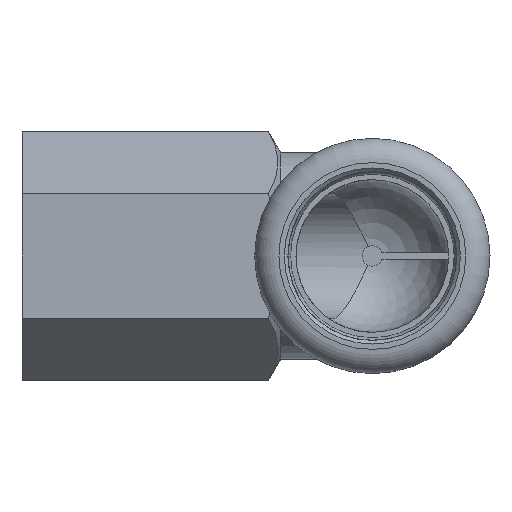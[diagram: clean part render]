
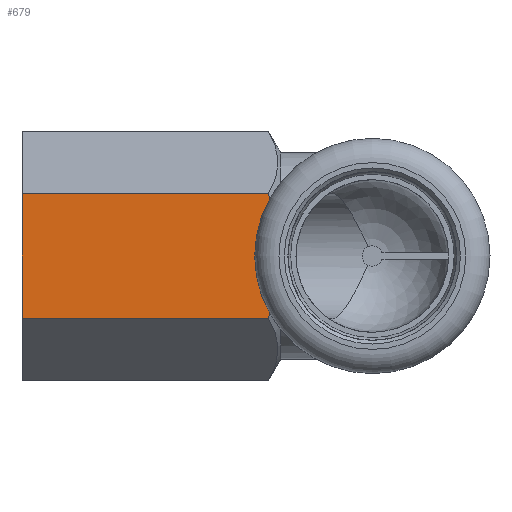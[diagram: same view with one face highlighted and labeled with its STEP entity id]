
A CAD part, front view. The second image highlights one B-rep face of the part: STEP entity #679.
In plain terms, the highlighted planar face has unit normal (0, -1, 0).
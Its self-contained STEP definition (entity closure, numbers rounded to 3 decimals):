
#20=(
BOUNDED_CURVE()
B_SPLINE_CURVE(2,(#1259,#1260,#1261),.UNSPECIFIED.,.F.,.F.)
B_SPLINE_CURVE_WITH_KNOTS((3,3),(0.,0.411),.UNSPECIFIED.)
CURVE()
GEOMETRIC_REPRESENTATION_ITEM()
RATIONAL_B_SPLINE_CURVE((1.,1.045,1.064))
REPRESENTATION_ITEM($)
);
#27=(
BOUNDED_CURVE()
B_SPLINE_CURVE(2,(#1287,#1288,#1289),.UNSPECIFIED.,.F.,.F.)
B_SPLINE_CURVE_WITH_KNOTS((3,3),(0.991,1.402),
 .UNSPECIFIED.)
CURVE()
GEOMETRIC_REPRESENTATION_ITEM()
RATIONAL_B_SPLINE_CURVE((1.064,1.045,1.))
REPRESENTATION_ITEM($)
);
#141=FACE_OUTER_BOUND($,#212,.T.);
#212=EDGE_LOOP($,(#572,#573,#574,#575,#576,#577));
#228=LINE($,#1053,#250);
#234=LINE($,#1317,#256);
#235=LINE($,#1318,#257);
#250=VECTOR($,#881,13.856);
#256=VECTOR($,#941,27.43);
#257=VECTOR($,#942,27.43);
#296=CIRCLE($,#762,11.005);
#326=VERTEX_POINT($,#1050);
#327=VERTEX_POINT($,#1052);
#346=VERTEX_POINT($,#1251);
#347=VERTEX_POINT($,#1258);
#352=VERTEX_POINT($,#1282);
#353=VERTEX_POINT($,#1286);
#392=EDGE_CURVE($,#327,#326,#228,.T.);
#416=EDGE_CURVE($,#347,#346,#20,.T.);
#423=EDGE_CURVE($,#353,#352,#27,.T.);
#433=EDGE_CURVE($,#346,#353,#296,.T.);
#434=EDGE_CURVE($,#327,#352,#234,.T.);
#435=EDGE_CURVE($,#326,#347,#235,.T.);
#572=ORIENTED_EDGE($,*,*,#433,.T.);
#573=ORIENTED_EDGE($,*,*,#423,.T.);
#574=ORIENTED_EDGE($,*,*,#434,.F.);
#575=ORIENTED_EDGE($,*,*,#392,.T.);
#576=ORIENTED_EDGE($,*,*,#435,.T.);
#577=ORIENTED_EDGE($,*,*,#416,.T.);
#611=PLANE($,#764);
#679=ADVANCED_FACE($,(#141),#611,.T.);
#762=AXIS2_PLACEMENT_3D($,#1314,#935,#936);
#764=AXIS2_PLACEMENT_3D($,#1316,#939,#940);
#881=DIRECTION($,(0.,0.,1.));
#935=DIRECTION('center_axis',(0.,1.,0.));
#936=DIRECTION('ref_axis',(-1.,0.,0.));
#939=DIRECTION('center_axis',(0.,-1.,0.));
#940=DIRECTION('ref_axis',(0.,0.,-1.));
#941=DIRECTION($,(-1.,0.,0.));
#942=DIRECTION($,(-1.,0.,0.));
#1050=CARTESIAN_POINT('',(39.,16.,6.928));
#1052=CARTESIAN_POINT('',(39.,16.,-6.928));
#1053=CARTESIAN_POINT($,(39.,16.,-6.928));
#1251=CARTESIAN_POINT('',(10.671,16.,2.692));
#1258=CARTESIAN_POINT('',(11.57,16.,6.928));
#1259=CARTESIAN_POINT('Ctrl Pts',(11.57,16.,6.928));
#1260=CARTESIAN_POINT('Ctrl Pts',(10.923,16.,4.684));
#1261=CARTESIAN_POINT('Ctrl Pts',(10.671,16.,2.692));
#1282=CARTESIAN_POINT('',(11.57,16.,-6.928));
#1286=CARTESIAN_POINT('',(10.671,16.,-2.692));
#1287=CARTESIAN_POINT('Ctrl Pts',(10.671,16.,-2.692));
#1288=CARTESIAN_POINT('Ctrl Pts',(10.923,16.,-4.684));
#1289=CARTESIAN_POINT('Ctrl Pts',(11.57,16.,-6.928));
#1314=CARTESIAN_POINT('Origin',(0.,16.,0.));
#1316=CARTESIAN_POINT('Origin',(39.,16.,6.928));
#1317=CARTESIAN_POINT($,(39.,16.,-6.928));
#1318=CARTESIAN_POINT($,(39.,16.,6.928));
